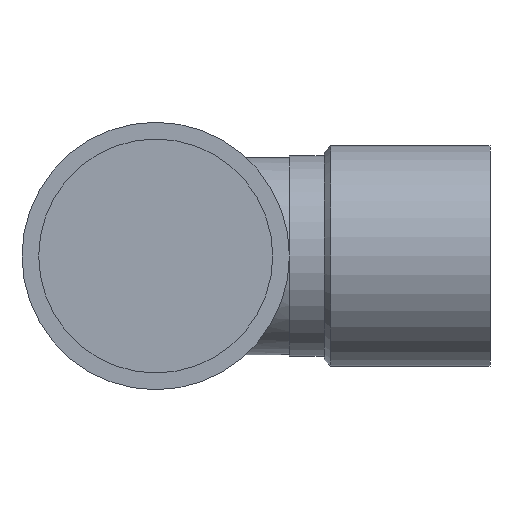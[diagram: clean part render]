
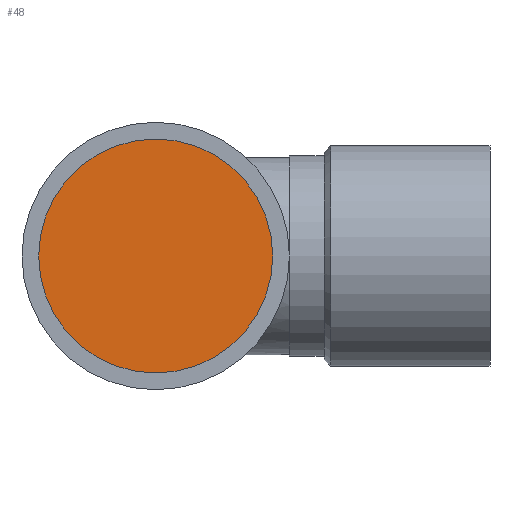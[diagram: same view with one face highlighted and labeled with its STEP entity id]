
A CAD part, front view. The second image highlights one B-rep face of the part: STEP entity #48.
In plain terms, the highlighted planar face has unit normal (0, -1, 0).
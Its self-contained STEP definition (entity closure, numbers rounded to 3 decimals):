
#48 = ADVANCED_FACE( '', ( #109 ), #110, .F. );
#109 = FACE_OUTER_BOUND( '', #194, .T. );
#110 = PLANE( '', #195 );
#194 = EDGE_LOOP( '', ( #277 ) );
#195 = AXIS2_PLACEMENT_3D( '', #278, #279, #280 );
#277 = ORIENTED_EDGE( '', *, *, #389, .F. );
#278 = CARTESIAN_POINT( '', ( 0., 26., 0. ) );
#279 = DIRECTION( '', ( 0., 1., 0. ) );
#280 = DIRECTION( '', ( 0., 0., 1. ) );
#389 = EDGE_CURVE( '', #432, #432, #433, .T. );
#432 = VERTEX_POINT( '', #490 );
#433 = CIRCLE( '', #491, 17.5 );
#490 = CARTESIAN_POINT( '', ( 17.5, 26., 0. ) );
#491 = AXIS2_PLACEMENT_3D( '', #652, #653, #654 );
#652 = CARTESIAN_POINT( '', ( 0., 26., 0. ) );
#653 = DIRECTION( '', ( 0., 1., 0. ) );
#654 = DIRECTION( '', ( 1., 0., 0. ) );
